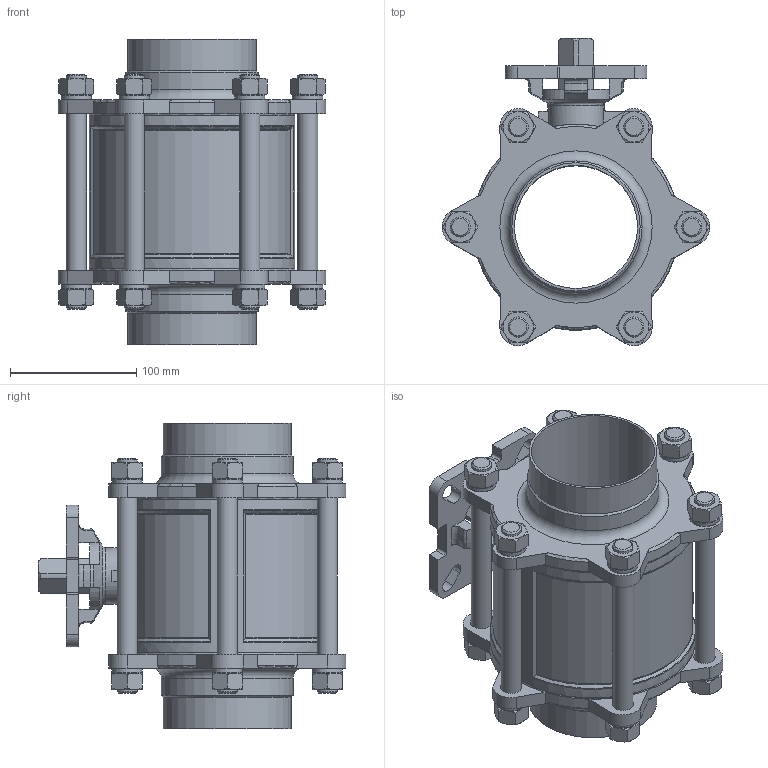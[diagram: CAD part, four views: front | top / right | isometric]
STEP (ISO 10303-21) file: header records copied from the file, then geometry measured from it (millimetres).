
FILE_DESCRIPTION(/* description */ ('STEP AP214'),/* implementation_level */ '2;1');
FILE_NAME(/* name */ '4762854_VZBD-4-W1-16-T-2-F1012-V14V14',/* time_stamp */ '2024-09-18T01:29:34+02:00',/* author */ ('License CC BY-ND 4.0'),/* organization */ ('CADENAS'),/* preprocessor_version */ 'ST-DEVELOPER v19.3',/* originating_system */ 'PARTsolutions',/* authorisation */ ' ');
FILE_SCHEMA (('AUTOMOTIVE_DESIGN {1 0 10303 214 3 1 1}'));
Length unit declared in the file: millimetre
Products named in the file (1): 4762854 VZBD-4-W1-16-T-2-F1012-V14V14
Bounding box: 211.9 x 243.22 x 241.8 mm (x, y, z)
Volume: 2460499.9 mm3; surface area: 335170.9 mm2
Topology: 1 solids, 1 shells, 563 faces, 1332 edges, 821 vertices
Faces by surface type: plane 216, cone 172, cylinder 110, torus 65
Full cylindrical faces by diameter (mm): 6.647 x1, 16 x18, 17 x13, 24 x12, 36 x1, 44.5 x1, 56 x1, 97.5 x1, 101.6 x2, 104.5 x2, 163 x1
Entity records: 15995 total; most frequent: CARTESIAN_POINT 3867, ORIENTED_EDGE 2430, DIRECTION 2430, EDGE_CURVE 1215, AXIS2_PLACEMENT_3D 1047, VERTEX_POINT 803, EDGE_LOOP 746, FACE_BOUND 746
